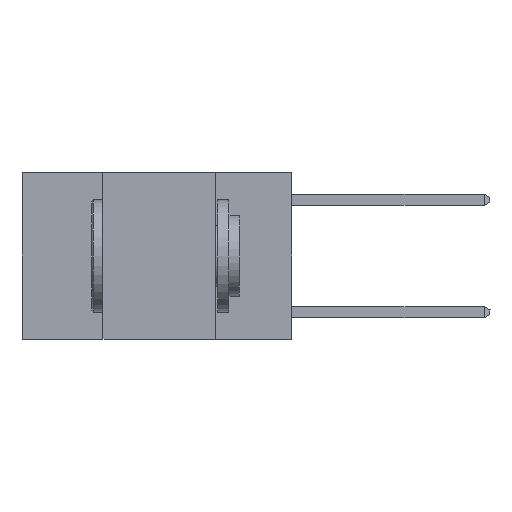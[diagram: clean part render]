
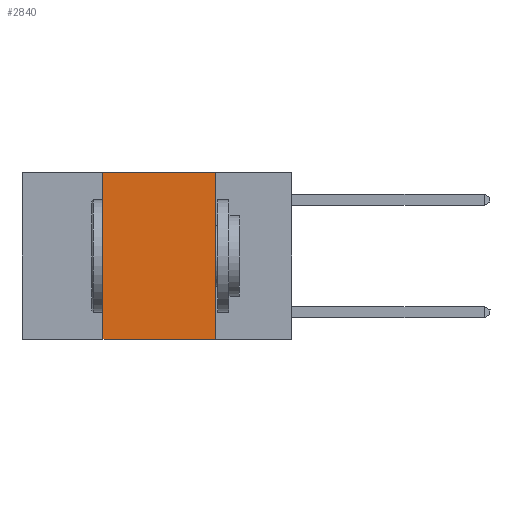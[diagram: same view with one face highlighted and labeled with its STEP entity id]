
A CAD part, left-side view. The second image highlights one B-rep face of the part: STEP entity #2840.
In plain terms, the highlighted planar face has unit normal (-1, 0, 0).
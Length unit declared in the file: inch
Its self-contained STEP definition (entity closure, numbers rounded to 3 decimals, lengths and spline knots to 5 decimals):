
#2283 = DIRECTION ( 'NONE',  ( 1., 0., 0. ) ) ;
#2618 = ORIENTED_EDGE ( 'NONE', *, *, #24641, .F. ) ;
#2840 = ADVANCED_FACE ( 'NONE', ( #12598 ), #16765, .F. ) ;
#3627 = VERTEX_POINT ( 'NONE', #7478 ) ;
#3976 = VERTEX_POINT ( 'NONE', #18271 ) ;
#5214 = CARTESIAN_POINT ( 'NONE',  ( 0., 0.42, -0.37 ) ) ;
#6551 = LINE ( 'NONE', #29999, #18497 ) ;
#7478 = CARTESIAN_POINT ( 'NONE',  ( 0., 0.17, 0. ) ) ;
#7831 = LINE ( 'NONE', #24174, #14205 ) ;
#8005 = LINE ( 'NONE', #14004, #26484 ) ;
#8774 = EDGE_LOOP ( 'NONE', ( #2618, #21654, #10737, #18485 ) ) ;
#10337 = DIRECTION ( 'NONE',  ( 0., 0., -1. ) ) ;
#10737 = ORIENTED_EDGE ( 'NONE', *, *, #18023, .F. ) ;
#11858 = DIRECTION ( 'NONE',  ( 0., -1., 0. ) ) ;
#11960 = DIRECTION ( 'NONE',  ( 0., -1., 0. ) ) ;
#12598 = FACE_OUTER_BOUND ( 'NONE', #8774, .T. ) ;
#14004 = CARTESIAN_POINT ( 'NONE',  ( 0., 0.42, 0. ) ) ;
#14205 = VECTOR ( 'NONE', #10337, 39.37008 ) ;
#14437 = CARTESIAN_POINT ( 'NONE',  ( 0., 0.6, 0. ) ) ;
#14688 = VERTEX_POINT ( 'NONE', #14833 ) ;
#14833 = CARTESIAN_POINT ( 'NONE',  ( 0., 0.42, 0. ) ) ;
#15926 = LINE ( 'NONE', #25707, #17387 ) ;
#16362 = DIRECTION ( 'NONE',  ( 0., 0., 1. ) ) ;
#16539 = EDGE_CURVE ( 'NONE', #14688, #3627, #15926, .T. ) ;
#16690 = VERTEX_POINT ( 'NONE', #5214 ) ;
#16765 = PLANE ( 'NONE',  #19072 ) ;
#17387 = VECTOR ( 'NONE', #11960, 39.37008 ) ;
#18023 = EDGE_CURVE ( 'NONE', #16690, #14688, #8005, .T. ) ;
#18271 = CARTESIAN_POINT ( 'NONE',  ( 0., 0.17, -0.37 ) ) ;
#18485 = ORIENTED_EDGE ( 'NONE', *, *, #20085, .T. ) ;
#18497 = VECTOR ( 'NONE', #11858, 39.37008 ) ;
#19072 = AXIS2_PLACEMENT_3D ( 'NONE', #14437, #2283, #19127 ) ;
#19127 = DIRECTION ( 'NONE',  ( 0., 0., -1. ) ) ;
#20085 = EDGE_CURVE ( 'NONE', #16690, #3976, #6551, .T. ) ;
#21654 = ORIENTED_EDGE ( 'NONE', *, *, #16539, .F. ) ;
#24174 = CARTESIAN_POINT ( 'NONE',  ( 0., 0.17, 0. ) ) ;
#24641 = EDGE_CURVE ( 'NONE', #3627, #3976, #7831, .T. ) ;
#25707 = CARTESIAN_POINT ( 'NONE',  ( 0., 0.6, 0. ) ) ;
#26484 = VECTOR ( 'NONE', #16362, 39.37008 ) ;
#29999 = CARTESIAN_POINT ( 'NONE',  ( 0., 0.6, -0.37 ) ) ;
